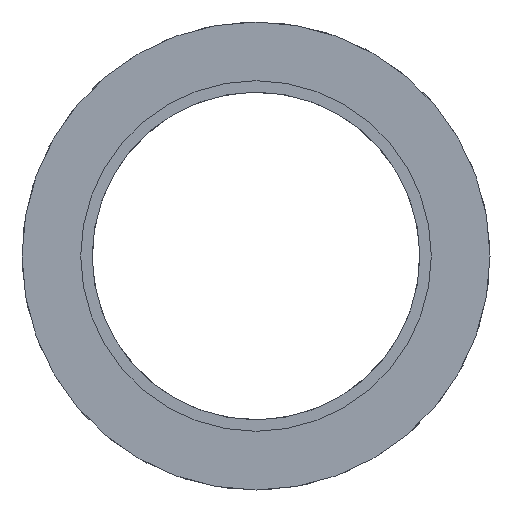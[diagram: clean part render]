
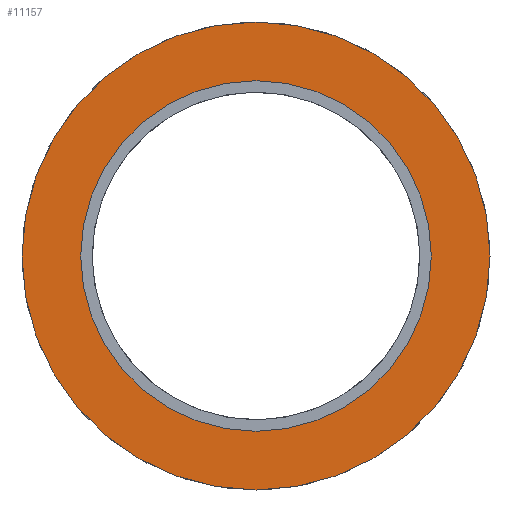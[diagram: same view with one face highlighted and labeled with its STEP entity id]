
A CAD part, front view. The second image highlights one B-rep face of the part: STEP entity #11157.
In plain terms, the highlighted face is planar.
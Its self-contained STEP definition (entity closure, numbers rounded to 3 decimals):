
#114 = FACE_OUTER_BOUND ( 'NONE', #14555, .T. ) ;
#362 = CARTESIAN_POINT ( 'NONE',  ( 0., 0., 0. ) ) ;
#741 = EDGE_CURVE ( 'NONE', #15015, #15015, #12235, .T. ) ;
#1628 = DIRECTION ( 'NONE',  ( 0., 0., -1. ) ) ;
#2583 = CARTESIAN_POINT ( 'NONE',  ( 0., 0., 0. ) ) ;
#2668 = AXIS2_PLACEMENT_3D ( 'NONE', #2583, #10106, #3916 ) ;
#2691 = AXIS2_PLACEMENT_3D ( 'NONE', #12813, #10192, #15247 ) ;
#2743 = VERTEX_POINT ( 'NONE', #5954 ) ;
#3088 = FACE_BOUND ( 'NONE', #6812, .T. ) ;
#3328 = PLANE ( 'NONE',  #2691 ) ;
#3916 = DIRECTION ( 'NONE',  ( 0., 0., -1. ) ) ;
#4506 = ORIENTED_EDGE ( 'NONE', *, *, #741, .T. ) ;
#5837 = ORIENTED_EDGE ( 'NONE', *, *, #7455, .T. ) ;
#5954 = CARTESIAN_POINT ( 'NONE',  ( 0., 0., -20.6 ) ) ;
#6812 = EDGE_LOOP ( 'NONE', ( #5837 ) ) ;
#7455 = EDGE_CURVE ( 'NONE', #2743, #2743, #8864, .T. ) ;
#8864 = CIRCLE ( 'NONE', #10743, 20.6 ) ;
#9229 = DIRECTION ( 'NONE',  ( 1., 0., 0. ) ) ;
#9503 = CARTESIAN_POINT ( 'NONE',  ( 0., 0., -27.5 ) ) ;
#10106 = DIRECTION ( 'NONE',  ( -1., 0., 0. ) ) ;
#10192 = DIRECTION ( 'NONE',  ( -1., 0., 0. ) ) ;
#10743 = AXIS2_PLACEMENT_3D ( 'NONE', #362, #9229, #1628 ) ;
#11157 = ADVANCED_FACE ( 'NONE', ( #3088, #114 ), #3328, .T. ) ;
#12235 = CIRCLE ( 'NONE', #2668, 27.5 ) ;
#12813 = CARTESIAN_POINT ( 'NONE',  ( 0., 27.5, 0. ) ) ;
#14555 = EDGE_LOOP ( 'NONE', ( #4506 ) ) ;
#15015 = VERTEX_POINT ( 'NONE', #9503 ) ;
#15247 = DIRECTION ( 'NONE',  ( 0., 0., 1. ) ) ;
